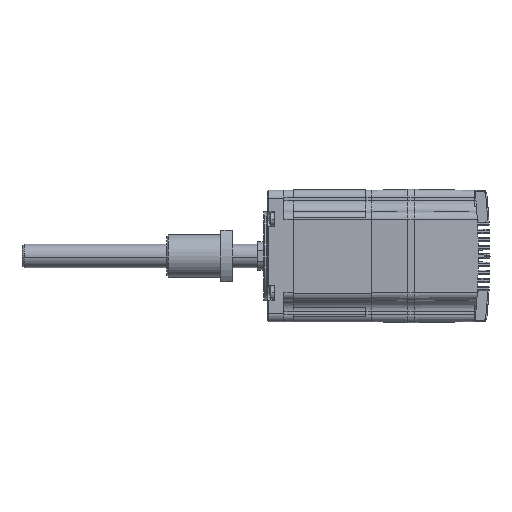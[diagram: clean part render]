
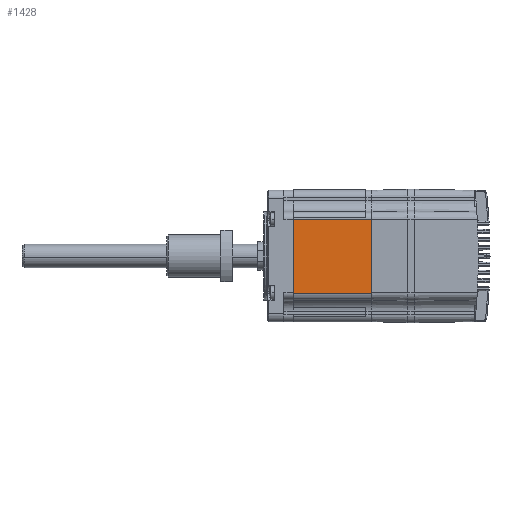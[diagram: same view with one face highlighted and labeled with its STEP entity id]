
A CAD part, left-side view. The second image highlights one B-rep face of the part: STEP entity #1428.
In plain terms, the highlighted planar face has unit normal (-1, 0, 0).
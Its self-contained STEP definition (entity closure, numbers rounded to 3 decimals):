
#329 = EDGE_LOOP ( 'NONE', ( #32997, #21849, #30766, #12313 ) ) ;
#719 = CARTESIAN_POINT ( 'NONE',  ( -17.293, -62.501, 45.725 ) ) ;
#1428 = ADVANCED_FACE ( 'NONE', ( #16825 ), #21653, .F. ) ;
#2072 = EDGE_CURVE ( 'NONE', #40618, #27542, #22351, .T. ) ;
#2218 = DIRECTION ( 'NONE',  ( 1., 0., 0. ) ) ;
#3550 = CARTESIAN_POINT ( 'NONE',  ( -17.293, -29.001, 77.325 ) ) ;
#5177 = DIRECTION ( 'NONE',  ( 0., 0., -1. ) ) ;
#8437 = CARTESIAN_POINT ( 'NONE',  ( -17.293, -29.001, 77.325 ) ) ;
#12313 = ORIENTED_EDGE ( 'NONE', *, *, #2072, .T. ) ;
#12626 = DIRECTION ( 'NONE',  ( 0., 0., -1. ) ) ;
#12777 = EDGE_CURVE ( 'NONE', #28484, #24247, #38498, .T. ) ;
#13759 = VECTOR ( 'NONE', #5177, 1000. ) ;
#14192 = LINE ( 'NONE', #34948, #39135 ) ;
#15014 = CARTESIAN_POINT ( 'NONE',  ( -17.293, -62.501, 77.325 ) ) ;
#15576 = CARTESIAN_POINT ( 'NONE',  ( -17.293, -62.501, 36.35 ) ) ;
#16825 = FACE_OUTER_BOUND ( 'NONE', #329, .T. ) ;
#20651 = CARTESIAN_POINT ( 'NONE',  ( -17.293, -62.501, 77.325 ) ) ;
#21283 = VECTOR ( 'NONE', #36682, 1000. ) ;
#21653 = PLANE ( 'NONE',  #33529 ) ;
#21849 = ORIENTED_EDGE ( 'NONE', *, *, #12777, .F. ) ;
#22351 = LINE ( 'NONE', #8437, #13759 ) ;
#23016 = CARTESIAN_POINT ( 'NONE',  ( -17.293, -29.001, 45.725 ) ) ;
#23182 = VECTOR ( 'NONE', #12626, 1000. ) ;
#23668 = EDGE_CURVE ( 'NONE', #24247, #27542, #14192, .T. ) ;
#24247 = VERTEX_POINT ( 'NONE', #719 ) ;
#24908 = DIRECTION ( 'NONE',  ( 0., -1., 0. ) ) ;
#26827 = CARTESIAN_POINT ( 'NONE',  ( -17.293, -62.501, 77.325 ) ) ;
#27542 = VERTEX_POINT ( 'NONE', #23016 ) ;
#28484 = VERTEX_POINT ( 'NONE', #20651 ) ;
#30766 = ORIENTED_EDGE ( 'NONE', *, *, #35633, .F. ) ;
#32997 = ORIENTED_EDGE ( 'NONE', *, *, #23668, .F. ) ;
#33529 = AXIS2_PLACEMENT_3D ( 'NONE', #15014, #2218, #24908 ) ;
#34948 = CARTESIAN_POINT ( 'NONE',  ( -17.293, -62.501, 45.725 ) ) ;
#35633 = EDGE_CURVE ( 'NONE', #40618, #28484, #38643, .T. ) ;
#36682 = DIRECTION ( 'NONE',  ( 0., -1., 0. ) ) ;
#38498 = LINE ( 'NONE', #15576, #23182 ) ;
#38643 = LINE ( 'NONE', #26827, #21283 ) ;
#39135 = VECTOR ( 'NONE', #41654, 1000. ) ;
#40618 = VERTEX_POINT ( 'NONE', #3550 ) ;
#41654 = DIRECTION ( 'NONE',  ( 0., 1., 0. ) ) ;
